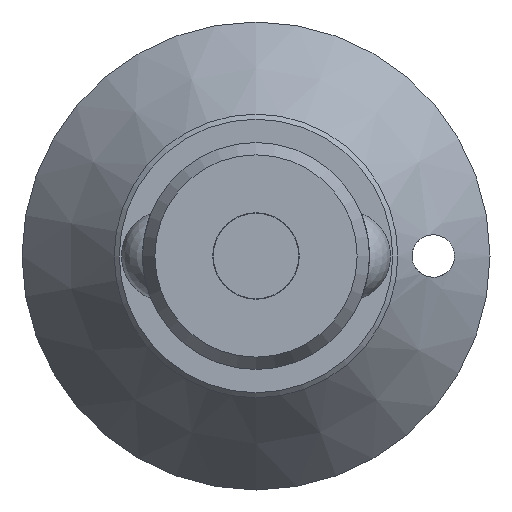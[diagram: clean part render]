
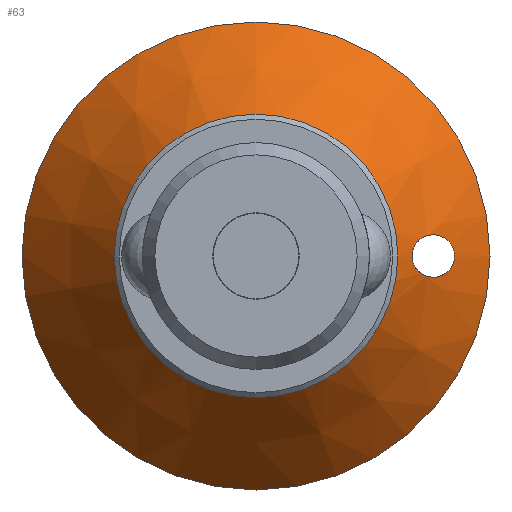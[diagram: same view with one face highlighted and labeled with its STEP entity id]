
A CAD part, front view. The second image highlights one B-rep face of the part: STEP entity #63.
In plain terms, the highlighted conical face has half-angle 37 degrees and reference radius 16.5 mm.
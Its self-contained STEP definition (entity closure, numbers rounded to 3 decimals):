
#63 = ADVANCED_FACE( '', ( #145, #146, #147 ), #148, .T. );
#145 = FACE_BOUND( '', #293, .T. );
#146 = FACE_BOUND( '', #294, .T. );
#147 = FACE_OUTER_BOUND( '', #295, .T. );
#148 = CONICAL_SURFACE( '', #296, 16.5, 0.646 );
#293 = EDGE_LOOP( '', ( #412 ) );
#294 = EDGE_LOOP( '', ( #413 ) );
#295 = EDGE_LOOP( '', ( #414 ) );
#296 = AXIS2_PLACEMENT_3D( '', #415, #416, #417 );
#412 = ORIENTED_EDGE( '', *, *, #557, .F. );
#413 = ORIENTED_EDGE( '', *, *, #558, .F. );
#414 = ORIENTED_EDGE( '', *, *, #559, .T. );
#415 = CARTESIAN_POINT( '', ( 0., 32.226, 0. ) );
#416 = DIRECTION( '', ( 0., 1., 0. ) );
#417 = DIRECTION( '', ( 0., 0., 1. ) );
#557 = EDGE_CURVE( '', #623, #623, #624, .T. );
#558 = EDGE_CURVE( '', #625, #625, #626, .T. );
#559 = EDGE_CURVE( '', #627, #627, #628, .T. );
#623 = VERTEX_POINT( '', #807 );
#624 = CIRCLE( '', #808, 10. );
#625 = VERTEX_POINT( '', #809 );
#626 = B_SPLINE_CURVE_WITH_KNOTS( '', 3, ( #810, #811, #812, #813, #814, #815, #816, #817, #818, #819, #820, #821, #822, #823, #824, #825, #826, #827, #828, #829, #830, #831, #832, #833, #834, #835, #836, #837, #838, #839, #840, #841, #842, #843, #844, #845, #846, #847, #848, #849, #850, #851, #852, #853, #854, #855, #856, #857, #858, #859 ), .UNSPECIFIED., .T., .F., ( 2, 2, 2, 2, 2, 2, 2, 2, 2, 2, 2, 2, 2, 2, 2, 2, 2, 2, 2, 2, 2, 2, 2, 2, 2, 2, 2 ), ( 0., 0., 0.001, 0.002, 0.002, 0.003, 0.004, 0.004, 0.005, 0.005, 0.006, 0.006, 0.006, 0.007, 0.007, 0.008, 0.008, 0.009, 0.01, 0.01, 0.011, 0.011, 0.012, 0.012, 0.012, 0.013, 0.013 ), .UNSPECIFIED. );
#627 = VERTEX_POINT( '', #860 );
#628 = CIRCLE( '', #861, 16.5 );
#807 = CARTESIAN_POINT( '', ( 0., 23.6, -10. ) );
#808 = AXIS2_PLACEMENT_3D( '', #1003, #1004, #1005 );
#809 = CARTESIAN_POINT( '', ( 11.28, 25.343, -0.873 ) );
#810 = CARTESIAN_POINT( '', ( 11.221, 25.256, -0.79 ) );
#811 = CARTESIAN_POINT( '', ( 11.398, 25.517, -1.038 ) );
#812 = CARTESIAN_POINT( '', ( 11.533, 25.711, -1.16 ) );
#813 = CARTESIAN_POINT( '', ( 11.821, 26.118, -1.348 ) );
#814 = CARTESIAN_POINT( '', ( 11.97, 26.325, -1.412 ) );
#815 = CARTESIAN_POINT( '', ( 12.279, 26.744, -1.492 ) );
#816 = CARTESIAN_POINT( '', ( 12.44, 26.958, -1.507 ) );
#817 = CARTESIAN_POINT( '', ( 12.76, 27.377, -1.486 ) );
#818 = CARTESIAN_POINT( '', ( 12.92, 27.582, -1.45 ) );
#819 = CARTESIAN_POINT( '', ( 13.238, 27.984, -1.317 ) );
#820 = CARTESIAN_POINT( '', ( 13.395, 28.178, -1.22 ) );
#821 = CARTESIAN_POINT( '', ( 13.612, 28.443, -1.012 ) );
#822 = CARTESIAN_POINT( '', ( 13.68, 28.526, -0.932 ) );
#823 = CARTESIAN_POINT( '', ( 13.804, 28.674, -0.75 ) );
#824 = CARTESIAN_POINT( '', ( 13.859, 28.741, -0.646 ) );
#825 = CARTESIAN_POINT( '', ( 13.946, 28.844, -0.417 ) );
#826 = CARTESIAN_POINT( '', ( 13.978, 28.882, -0.29 ) );
#827 = CARTESIAN_POINT( '', ( 14.005, 28.915, -0.029 ) );
#828 = CARTESIAN_POINT( '', ( 14.002, 28.91, 0.108 ) );
#829 = CARTESIAN_POINT( '', ( 13.96, 28.861, 0.366 ) );
#830 = CARTESIAN_POINT( '', ( 13.923, 28.817, 0.49 ) );
#831 = CARTESIAN_POINT( '', ( 13.826, 28.701, 0.711 ) );
#832 = CARTESIAN_POINT( '', ( 13.768, 28.631, 0.809 ) );
#833 = CARTESIAN_POINT( '', ( 13.639, 28.476, 0.982 ) );
#834 = CARTESIAN_POINT( '', ( 13.568, 28.39, 1.057 ) );
#835 = CARTESIAN_POINT( '', ( 13.422, 28.211, 1.187 ) );
#836 = CARTESIAN_POINT( '', ( 13.346, 28.117, 1.242 ) );
#837 = CARTESIAN_POINT( '', ( 13.191, 27.924, 1.334 ) );
#838 = CARTESIAN_POINT( '', ( 13.111, 27.823, 1.373 ) );
#839 = CARTESIAN_POINT( '', ( 12.951, 27.621, 1.433 ) );
#840 = CARTESIAN_POINT( '', ( 12.871, 27.518, 1.456 ) );
#841 = CARTESIAN_POINT( '', ( 12.63, 27.209, 1.503 ) );
#842 = CARTESIAN_POINT( '', ( 12.469, 26.997, 1.508 ) );
#843 = CARTESIAN_POINT( '', ( 12.152, 26.574, 1.468 ) );
#844 = CARTESIAN_POINT( '', ( 11.999, 26.364, 1.423 ) );
#845 = CARTESIAN_POINT( '', ( 11.702, 25.952, 1.281 ) );
#846 = CARTESIAN_POINT( '', ( 11.558, 25.747, 1.182 ) );
#847 = CARTESIAN_POINT( '', ( 11.362, 25.464, 0.982 ) );
#848 = CARTESIAN_POINT( '', ( 11.3, 25.372, 0.905 ) );
#849 = CARTESIAN_POINT( '', ( 11.187, 25.206, 0.732 ) );
#850 = CARTESIAN_POINT( '', ( 11.136, 25.13, 0.634 ) );
#851 = CARTESIAN_POINT( '', ( 11.053, 25.007, 0.413 ) );
#852 = CARTESIAN_POINT( '', ( 11.022, 24.96, 0.288 ) );
#853 = CARTESIAN_POINT( '', ( 10.995, 24.919, 0.027 ) );
#854 = CARTESIAN_POINT( '', ( 10.998, 24.925, -0.11 ) );
#855 = CARTESIAN_POINT( '', ( 11.04, 24.987, -0.367 ) );
#856 = CARTESIAN_POINT( '', ( 11.076, 25.041, -0.485 ) );
#857 = CARTESIAN_POINT( '', ( 11.167, 25.177, -0.697 ) );
#858 = CARTESIAN_POINT( '', ( 11.221, 25.256, -0.79 ) );
#859 = CARTESIAN_POINT( '', ( 11.398, 25.517, -1.038 ) );
#860 = CARTESIAN_POINT( '', ( 0., 32.226, -16.5 ) );
#861 = AXIS2_PLACEMENT_3D( '', #1006, #1007, #1008 );
#1003 = CARTESIAN_POINT( '', ( 0., 23.6, 0. ) );
#1004 = DIRECTION( '', ( 0., -1., 0. ) );
#1005 = DIRECTION( '', ( 0., 0., -1. ) );
#1006 = CARTESIAN_POINT( '', ( 0., 32.226, 0. ) );
#1007 = DIRECTION( '', ( 0., -1., 0. ) );
#1008 = DIRECTION( '', ( 0., 0., -1. ) );
